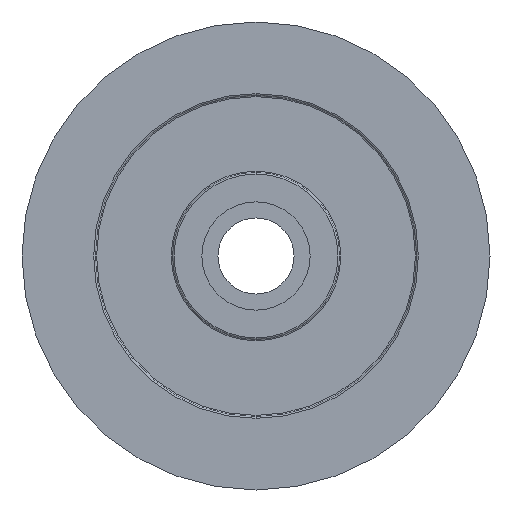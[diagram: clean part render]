
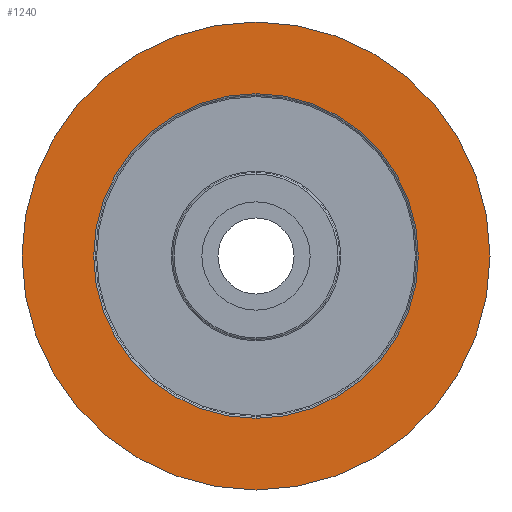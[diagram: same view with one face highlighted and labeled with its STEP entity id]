
A CAD part, front view. The second image highlights one B-rep face of the part: STEP entity #1240.
In plain terms, the highlighted planar face has unit normal (0, -1, 0).
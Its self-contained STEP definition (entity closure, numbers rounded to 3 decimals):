
#39 = ORIENTED_EDGE ( 'NONE', *, *, #634, .F. ) ;
#147 = EDGE_LOOP ( 'NONE', ( #693, #1237 ) ) ;
#150 = CARTESIAN_POINT ( 'NONE',  ( 0., -10., 55.5 ) ) ;
#152 = DIRECTION ( 'NONE',  ( 0., 0., 1. ) ) ;
#228 = CARTESIAN_POINT ( 'NONE',  ( 0., -10., 0. ) ) ;
#243 = VERTEX_POINT ( 'NONE', #859 ) ;
#388 = ORIENTED_EDGE ( 'NONE', *, *, #1403, .F. ) ;
#403 = DIRECTION ( 'NONE',  ( 0., 1., 0. ) ) ;
#408 = AXIS2_PLACEMENT_3D ( 'NONE', #734, #403, #152 ) ;
#464 = AXIS2_PLACEMENT_3D ( 'NONE', #1489, #815, #1265 ) ;
#467 = DIRECTION ( 'NONE',  ( 0., 0., 1. ) ) ;
#594 = CIRCLE ( 'NONE', #408, 80. ) ;
#634 = EDGE_CURVE ( 'NONE', #1484, #652, #594, .T. ) ;
#652 = VERTEX_POINT ( 'NONE', #708 ) ;
#669 = CARTESIAN_POINT ( 'NONE',  ( 0., -10., 0. ) ) ;
#679 = DIRECTION ( 'NONE',  ( 0., 0., 1. ) ) ;
#693 = ORIENTED_EDGE ( 'NONE', *, *, #960, .T. ) ;
#708 = CARTESIAN_POINT ( 'NONE',  ( 0., -10., 80. ) ) ;
#734 = CARTESIAN_POINT ( 'NONE',  ( 0., -10., 0. ) ) ;
#754 = AXIS2_PLACEMENT_3D ( 'NONE', #774, #1242, #871 ) ;
#758 = FACE_OUTER_BOUND ( 'NONE', #1472, .T. ) ;
#774 = CARTESIAN_POINT ( 'NONE',  ( 0., -10., 55.5 ) ) ;
#805 = DIRECTION ( 'NONE',  ( 0., 1., 0. ) ) ;
#815 = DIRECTION ( 'NONE',  ( 0., 1., 0. ) ) ;
#859 = CARTESIAN_POINT ( 'NONE',  ( 0., -10., -55.5 ) ) ;
#871 = DIRECTION ( 'NONE',  ( 0., 0., -1. ) ) ;
#960 = EDGE_CURVE ( 'NONE', #1054, #243, #1184, .T. ) ;
#1002 = CARTESIAN_POINT ( 'NONE',  ( 0., -10., -80. ) ) ;
#1045 = CIRCLE ( 'NONE', #464, 55.5 ) ;
#1054 = VERTEX_POINT ( 'NONE', #150 ) ;
#1158 = DIRECTION ( 'NONE',  ( 0., 1., 0. ) ) ;
#1184 = CIRCLE ( 'NONE', #1358, 55.5 ) ;
#1195 = AXIS2_PLACEMENT_3D ( 'NONE', #669, #805, #467 ) ;
#1213 = PLANE ( 'NONE',  #754 ) ;
#1237 = ORIENTED_EDGE ( 'NONE', *, *, #1283, .T. ) ;
#1240 = ADVANCED_FACE ( 'NONE', ( #1248, #758 ), #1213, .T. ) ;
#1242 = DIRECTION ( 'NONE',  ( 0., -1., 0. ) ) ;
#1248 = FACE_BOUND ( 'NONE', #147, .T. ) ;
#1265 = DIRECTION ( 'NONE',  ( 0., 0., 1. ) ) ;
#1283 = EDGE_CURVE ( 'NONE', #243, #1054, #1045, .T. ) ;
#1358 = AXIS2_PLACEMENT_3D ( 'NONE', #228, #1158, #679 ) ;
#1388 = CIRCLE ( 'NONE', #1195, 80. ) ;
#1403 = EDGE_CURVE ( 'NONE', #652, #1484, #1388, .T. ) ;
#1472 = EDGE_LOOP ( 'NONE', ( #388, #39 ) ) ;
#1484 = VERTEX_POINT ( 'NONE', #1002 ) ;
#1489 = CARTESIAN_POINT ( 'NONE',  ( 0., -10., 0. ) ) ;
